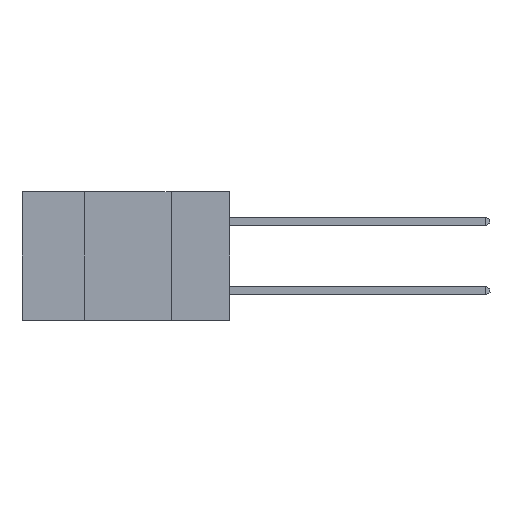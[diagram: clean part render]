
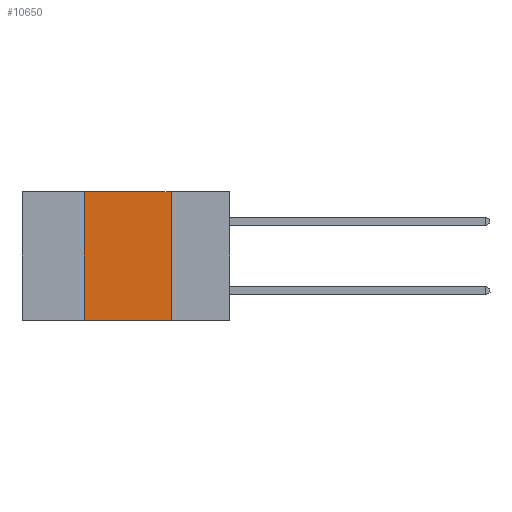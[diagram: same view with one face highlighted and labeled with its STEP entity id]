
A CAD part, left-side view. The second image highlights one B-rep face of the part: STEP entity #10650.
In plain terms, the highlighted planar face has unit normal (-1, 0, 0).
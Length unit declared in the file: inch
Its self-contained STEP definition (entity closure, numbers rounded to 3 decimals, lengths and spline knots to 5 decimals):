
#418 = VECTOR ( 'NONE', #8981, 39.37008 ) ;
#455 = ORIENTED_EDGE ( 'NONE', *, *, #3724, .F. ) ;
#742 = EDGE_CURVE ( 'NONE', #8691, #7653, #4845, .T. ) ;
#953 = EDGE_CURVE ( 'NONE', #9318, #8691, #6800, .T. ) ;
#971 = CARTESIAN_POINT ( 'NONE',  ( 0., 0.42, 0. ) ) ;
#986 = DIRECTION ( 'NONE',  ( 0., 0., -1. ) ) ;
#1219 = DIRECTION ( 'NONE',  ( 0., 0., -1. ) ) ;
#1331 = LINE ( 'NONE', #4970, #418 ) ;
#1341 = CARTESIAN_POINT ( 'NONE',  ( 0., 0.42, -0.37 ) ) ;
#2780 = VERTEX_POINT ( 'NONE', #1341 ) ;
#2941 = ORIENTED_EDGE ( 'NONE', *, *, #9588, .T. ) ;
#3459 = DIRECTION ( 'NONE',  ( 1., 0., 0. ) ) ;
#3724 = EDGE_CURVE ( 'NONE', #2780, #9318, #9228, .T. ) ;
#3970 = CARTESIAN_POINT ( 'NONE',  ( 0., 0.6, 0. ) ) ;
#4118 = DIRECTION ( 'NONE',  ( 0., -1., 0. ) ) ;
#4845 = LINE ( 'NONE', #6168, #5500 ) ;
#4885 = CARTESIAN_POINT ( 'NONE',  ( 0., 0.42, 0. ) ) ;
#4970 = CARTESIAN_POINT ( 'NONE',  ( 0., 0.6, -0.37 ) ) ;
#5500 = VECTOR ( 'NONE', #1219, 39.37008 ) ;
#5752 = CARTESIAN_POINT ( 'NONE',  ( 0., 0.6, 0. ) ) ;
#5807 = CARTESIAN_POINT ( 'NONE',  ( 0., 0.17, -0.37 ) ) ;
#5961 = DIRECTION ( 'NONE',  ( 0., 0., 1. ) ) ;
#6168 = CARTESIAN_POINT ( 'NONE',  ( 0., 0.17, 0. ) ) ;
#6800 = LINE ( 'NONE', #3970, #9272 ) ;
#7024 = VECTOR ( 'NONE', #5961, 39.37008 ) ;
#7090 = ORIENTED_EDGE ( 'NONE', *, *, #953, .F. ) ;
#7653 = VERTEX_POINT ( 'NONE', #5807 ) ;
#7655 = ORIENTED_EDGE ( 'NONE', *, *, #742, .F. ) ;
#8313 = FACE_OUTER_BOUND ( 'NONE', #8497, .T. ) ;
#8344 = CARTESIAN_POINT ( 'NONE',  ( 0., 0.17, 0. ) ) ;
#8497 = EDGE_LOOP ( 'NONE', ( #7655, #7090, #455, #2941 ) ) ;
#8691 = VERTEX_POINT ( 'NONE', #8344 ) ;
#8981 = DIRECTION ( 'NONE',  ( 0., -1., 0. ) ) ;
#9065 = PLANE ( 'NONE',  #10715 ) ;
#9228 = LINE ( 'NONE', #971, #7024 ) ;
#9272 = VECTOR ( 'NONE', #4118, 39.37008 ) ;
#9318 = VERTEX_POINT ( 'NONE', #4885 ) ;
#9588 = EDGE_CURVE ( 'NONE', #2780, #7653, #1331, .T. ) ;
#10650 = ADVANCED_FACE ( 'NONE', ( #8313 ), #9065, .F. ) ;
#10715 = AXIS2_PLACEMENT_3D ( 'NONE', #5752, #3459, #986 ) ;
